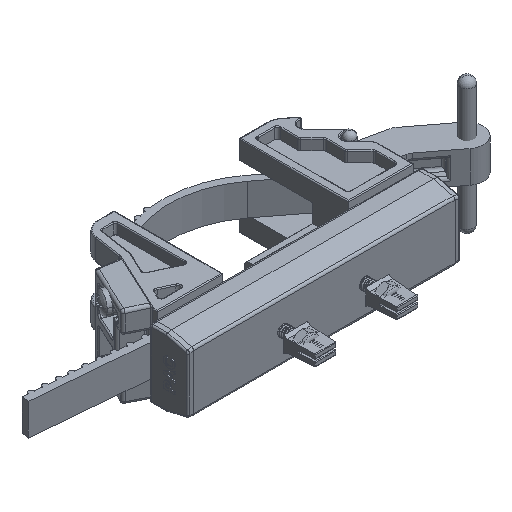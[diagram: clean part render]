
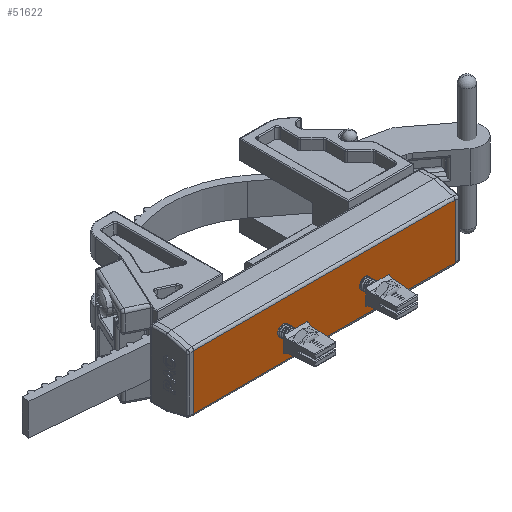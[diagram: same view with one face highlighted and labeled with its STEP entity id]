
A CAD part, isometric view. The second image highlights one B-rep face of the part: STEP entity #51622.
In plain terms, the highlighted planar face has unit normal (0, -1, 0).
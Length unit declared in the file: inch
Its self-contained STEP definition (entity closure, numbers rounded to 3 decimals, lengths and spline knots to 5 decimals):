
#2180 = CIRCLE ( 'NONE', #60152, 0.13 ) ;
#3235 = ORIENTED_EDGE ( 'NONE', *, *, #48114, .T. ) ;
#4204 = DIRECTION ( 'NONE',  ( 0., 1., 0. ) ) ;
#4577 = AXIS2_PLACEMENT_3D ( 'NONE', #61751, #93452, #22335 ) ;
#4875 = AXIS2_PLACEMENT_3D ( 'NONE', #64646, #96336, #25216 ) ;
#6893 = CARTESIAN_POINT ( 'NONE',  ( -0.62546, 0., -3. ) ) ;
#7788 = DIRECTION ( 'NONE',  ( 0., 1., 0. ) ) ;
#7804 = EDGE_CURVE ( 'NONE', #91731, #101011, #65480, .T. ) ;
#8022 = CARTESIAN_POINT ( 'NONE',  ( -0.62546, 0., 3. ) ) ;
#8501 = ORIENTED_EDGE ( 'NONE', *, *, #71863, .T. ) ;
#13270 = EDGE_LOOP ( 'NONE', ( #102582, #3235 ) ) ;
#14099 = CARTESIAN_POINT ( 'NONE',  ( -0.62546, 0., -3. ) ) ;
#16402 = CARTESIAN_POINT ( 'NONE',  ( 0.13, 0., -0.9375 ) ) ;
#18963 = VERTEX_POINT ( 'NONE', #70412 ) ;
#19046 = EDGE_CURVE ( 'NONE', #78198, #21798, #21136, .T. ) ;
#21065 = DIRECTION ( 'NONE',  ( 0., 0., 1. ) ) ;
#21136 = LINE ( 'NONE', #52773, #55797 ) ;
#21798 = VERTEX_POINT ( 'NONE', #24988 ) ;
#22335 = DIRECTION ( 'NONE',  ( 1., 0., 0. ) ) ;
#24988 = CARTESIAN_POINT ( 'NONE',  ( 0.62546, 0., 3. ) ) ;
#25216 = DIRECTION ( 'NONE',  ( -1., 0., 0. ) ) ;
#26153 = DIRECTION ( 'NONE',  ( -1., 0., 0. ) ) ;
#27870 = CARTESIAN_POINT ( 'NONE',  ( -0.13, 0., -0.9375 ) ) ;
#30123 = PLANE ( 'NONE',  #4577 ) ;
#32062 = EDGE_CURVE ( 'NONE', #18963, #45887, #77957, .T. ) ;
#33214 = EDGE_LOOP ( 'NONE', ( #77801, #8501 ) ) ;
#33841 = EDGE_CURVE ( 'NONE', #39974, #36136, #39025, .T. ) ;
#35851 = DIRECTION ( 'NONE',  ( -1., 0., 0. ) ) ;
#36136 = VERTEX_POINT ( 'NONE', #16402 ) ;
#37904 = FACE_BOUND ( 'NONE', #33214, .T. ) ;
#38515 = DIRECTION ( 'NONE',  ( 1., 0., 0. ) ) ;
#39025 = CIRCLE ( 'NONE', #52258, 0.13 ) ;
#39425 = DIRECTION ( 'NONE',  ( -1., 0., 0. ) ) ;
#39974 = VERTEX_POINT ( 'NONE', #27870 ) ;
#45721 = DIRECTION ( 'NONE',  ( 0., 0., 1. ) ) ;
#45887 = VERTEX_POINT ( 'NONE', #59237 ) ;
#45944 = VECTOR ( 'NONE', #38515, 39.37008 ) ;
#47710 = ORIENTED_EDGE ( 'NONE', *, *, #60258, .T. ) ;
#48114 = EDGE_CURVE ( 'NONE', #101011, #91731, #2180, .T. ) ;
#49578 = CIRCLE ( 'NONE', #4875, 0.13 ) ;
#51622 = ADVANCED_FACE ( 'NONE', ( #37904, #69545, #101227 ), #30123, .T. ) ;
#52258 = AXIS2_PLACEMENT_3D ( 'NONE', #65554, #97252, #26153 ) ;
#52773 = CARTESIAN_POINT ( 'NONE',  ( -0.62546, 0., 3. ) ) ;
#55797 = VECTOR ( 'NONE', #84454, 39.37008 ) ;
#59237 = CARTESIAN_POINT ( 'NONE',  ( 0.62546, 0., -3. ) ) ;
#59729 = ORIENTED_EDGE ( 'NONE', *, *, #19046, .F. ) ;
#60152 = AXIS2_PLACEMENT_3D ( 'NONE', #78844, #7788, #39425 ) ;
#60258 = EDGE_CURVE ( 'NONE', #45887, #21798, #60451, .T. ) ;
#60451 = LINE ( 'NONE', #92166, #78818 ) ;
#61751 = CARTESIAN_POINT ( 'NONE',  ( -0.62546, 0., -3. ) ) ;
#61765 = ORIENTED_EDGE ( 'NONE', *, *, #32062, .T. ) ;
#62876 = CARTESIAN_POINT ( 'NONE',  ( -0.13, 0., 0.9375 ) ) ;
#64646 = CARTESIAN_POINT ( 'NONE',  ( 0., 0., -0.9375 ) ) ;
#65480 = CIRCLE ( 'NONE', #78770, 0.13 ) ;
#65554 = CARTESIAN_POINT ( 'NONE',  ( 0., 0., -0.9375 ) ) ;
#69545 = FACE_BOUND ( 'NONE', #13270, .T. ) ;
#70412 = CARTESIAN_POINT ( 'NONE',  ( -0.62546, 0., -3. ) ) ;
#71863 = EDGE_CURVE ( 'NONE', #36136, #39974, #49578, .T. ) ;
#75125 = EDGE_CURVE ( 'NONE', #18963, #78198, #85175, .T. ) ;
#75280 = CARTESIAN_POINT ( 'NONE',  ( 0., 0., 0.9375 ) ) ;
#77801 = ORIENTED_EDGE ( 'NONE', *, *, #33841, .T. ) ;
#77957 = LINE ( 'NONE', #6893, #45944 ) ;
#78198 = VERTEX_POINT ( 'NONE', #8022 ) ;
#78453 = ORIENTED_EDGE ( 'NONE', *, *, #75125, .F. ) ;
#78770 = AXIS2_PLACEMENT_3D ( 'NONE', #75280, #4204, #35851 ) ;
#78818 = VECTOR ( 'NONE', #21065, 39.37008 ) ;
#78844 = CARTESIAN_POINT ( 'NONE',  ( 0., 0., 0.9375 ) ) ;
#83426 = CARTESIAN_POINT ( 'NONE',  ( 0.13, 0., 0.9375 ) ) ;
#84454 = DIRECTION ( 'NONE',  ( 1., 0., 0. ) ) ;
#85175 = LINE ( 'NONE', #14099, #93487 ) ;
#88156 = EDGE_LOOP ( 'NONE', ( #59729, #78453, #61765, #47710 ) ) ;
#91731 = VERTEX_POINT ( 'NONE', #62876 ) ;
#92166 = CARTESIAN_POINT ( 'NONE',  ( 0.62546, 0., -3. ) ) ;
#93452 = DIRECTION ( 'NONE',  ( 0., -1., 0. ) ) ;
#93487 = VECTOR ( 'NONE', #45721, 39.37008 ) ;
#96336 = DIRECTION ( 'NONE',  ( 0., 1., 0. ) ) ;
#97252 = DIRECTION ( 'NONE',  ( 0., 1., 0. ) ) ;
#101011 = VERTEX_POINT ( 'NONE', #83426 ) ;
#101227 = FACE_OUTER_BOUND ( 'NONE', #88156, .T. ) ;
#102582 = ORIENTED_EDGE ( 'NONE', *, *, #7804, .T. ) ;
